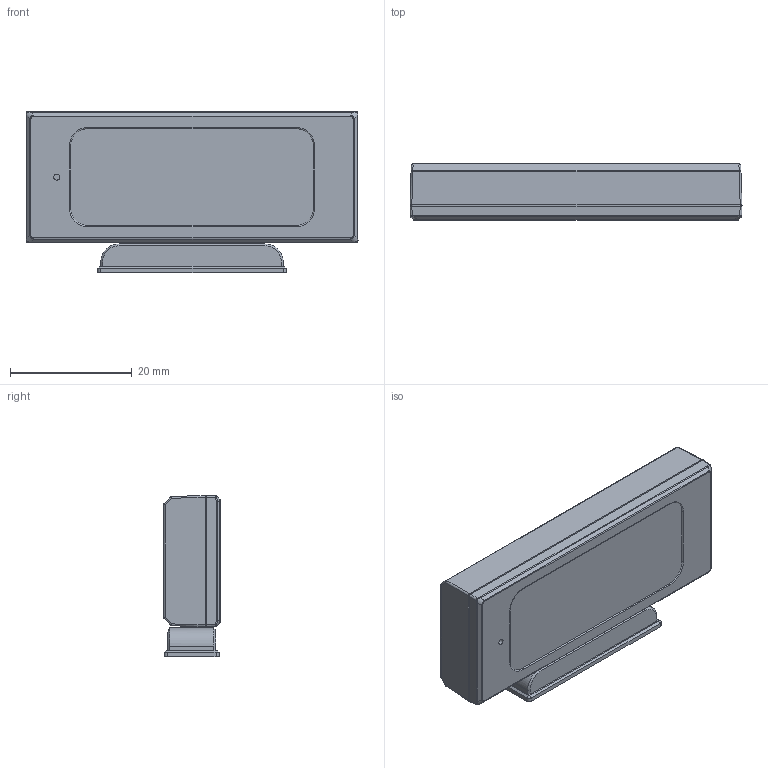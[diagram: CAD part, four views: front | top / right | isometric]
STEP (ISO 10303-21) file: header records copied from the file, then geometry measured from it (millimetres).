
FILE_DESCRIPTION (( 'STEP AP214' ), '1' );
FILE_NAME ('2000522 Magnet-Türkontaktschalter Sender.STEP', '2022-12-01T10:34:42', ( '' ), ( '' ), 'SwSTEP 2.0', 'SolidWorks 2021', '' );
FILE_SCHEMA (( 'AUTOMOTIVE_DESIGN' ));
Length unit declared in the file: millimetre
Products named in the file (1): 2000522 Magnet-Türkontaktschalter Sender
Bounding box: 54.6 x 9.3 x 26.5 mm (x, y, z)
Volume: 8337 mm3; surface area: 11157.8 mm2
Topology: 2 solids, 2 shells, 665 faces, 1839 edges, 1172 vertices
Faces by surface type: plane 435, cylinder 151, bspline 37, cone 18, torus 18, sphere 6
Entity records: 22997 total; most frequent: CARTESIAN_POINT 6574, ORIENTED_EDGE 3666, DIRECTION 3087, EDGE_CURVE 1833, VECTOR 1357, LINE 1357, VERTEX_POINT 1172, AXIS2_PLACEMENT_3D 865
